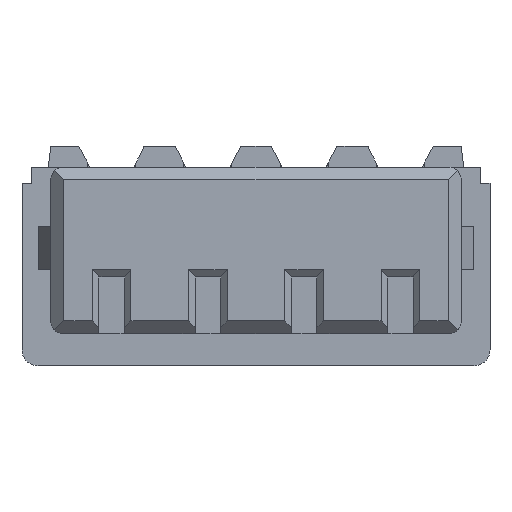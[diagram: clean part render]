
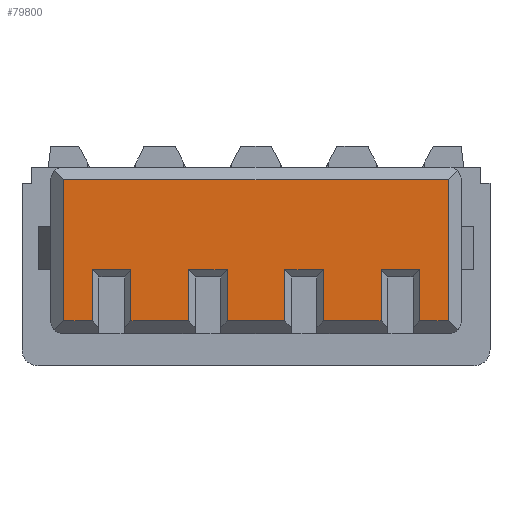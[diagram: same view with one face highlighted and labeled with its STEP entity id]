
A CAD part, front view. The second image highlights one B-rep face of the part: STEP entity #79800.
In plain terms, the highlighted face is planar.
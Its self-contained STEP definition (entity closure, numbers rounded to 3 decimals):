
#20680=CARTESIAN_POINT('',(69.764,50.27,0.));
#20690=DIRECTION('',(0.,0.,-1.));
#20700=VECTOR('',#20690,1.);
#20710=LINE('',#20680,#20700);
#20720=CARTESIAN_POINT('',(69.764,50.27,0.32));
#20730=VERTEX_POINT('',#20720);
#20740=CARTESIAN_POINT('',(69.764,50.27,0.));
#20750=VERTEX_POINT('',#20740);
#20760=EDGE_CURVE('',#20730,#20750,#20710,.T.);
#22260=CARTESIAN_POINT('',(69.404,50.27,0.32));
#22270=VERTEX_POINT('',#22260);
#22300=CARTESIAN_POINT('',(15.95,50.27,0.32));
#22310=DIRECTION('',(1.,0.,0.));
#22320=VECTOR('',#22310,1.);
#22330=LINE('',#22300,#22320);
#22340=EDGE_CURVE('',#22270,#20730,#22330,.T.);
#29440=CARTESIAN_POINT('',(70.184,50.27,0.32));
#29450=VERTEX_POINT('',#29440);
#29770=CARTESIAN_POINT('',(70.004,50.27,0.32));
#29780=VERTEX_POINT('',#29770);
#29810=CARTESIAN_POINT('',(15.95,50.27,0.32));
#29820=DIRECTION('',(-1.,0.,0.));
#29830=VECTOR('',#29820,1.);
#29840=LINE('',#29810,#29830);
#29850=EDGE_CURVE('',#29450,#29780,#29840,.T.);
#45820=CARTESIAN_POINT('',(67.784,50.27,0.32));
#45830=VERTEX_POINT('',#45820);
#45860=CARTESIAN_POINT('',(20.75,50.27,0.32));
#45870=DIRECTION('',(-1.,0.,0.));
#45880=VECTOR('',#45870,1.);
#45890=LINE('',#45860,#45880);
#45900=CARTESIAN_POINT('',(67.964,50.27,0.32));
#45910=VERTEX_POINT('',#45900);
#45920=EDGE_CURVE('',#45910,#45830,#45890,.T.);
#58510=CARTESIAN_POINT('',(67.964,50.27,0.));
#58520=DIRECTION('',(0.,0.,-1.));
#58530=VECTOR('',#58520,1.);
#58540=LINE('',#58510,#58530);
#58550=CARTESIAN_POINT('',(67.964,50.27,0.));
#58560=VERTEX_POINT('',#58550);
#58570=EDGE_CURVE('',#45910,#58560,#58540,.T.);
#72630=CARTESIAN_POINT('',(20.75,50.27,0.));
#72640=DIRECTION('',(-1.,0.,0.));
#72650=VECTOR('',#72640,1.);
#72660=LINE('',#72630,#72650);
#72670=CARTESIAN_POINT('',(68.204,50.27,0.));
#72680=VERTEX_POINT('',#72670);
#72690=EDGE_CURVE('',#72680,#58560,#72660,.T.);
#75150=CARTESIAN_POINT('',(68.204,50.27,0.));
#75160=DIRECTION('',(0.,0.,1.));
#75170=VECTOR('',#75160,1.);
#75180=LINE('',#75150,#75170);
#75190=CARTESIAN_POINT('',(68.204,50.27,0.32));
#75200=VERTEX_POINT('',#75190);
#75210=EDGE_CURVE('',#72680,#75200,#75180,.T.);
#78490=CARTESIAN_POINT('',(70.004,50.27,0.));
#78500=DIRECTION('',(0.,0.,1.));
#78510=VECTOR('',#78500,1.);
#78520=LINE('',#78490,#78510);
#78530=CARTESIAN_POINT('',(70.004,50.27,0.));
#78540=VERTEX_POINT('',#78530);
#78550=EDGE_CURVE('',#78540,#29780,#78520,.T.);
#78750=CARTESIAN_POINT('',(62.984,50.27,-0.64));
#78760=DIRECTION('',(0.,1.,0.));
#78770=DIRECTION('',(0.,0.,-1.));
#78780=AXIS2_PLACEMENT_3D('',#78750,#78760,#78770);
#78790=PLANE('',#78780);
#78800=ORIENTED_EDGE('',*,*,#29850,.F.);
#78810=ORIENTED_EDGE('',*,*,#78550,.T.);
#78820=CARTESIAN_POINT('',(15.95,50.27,0.));
#78830=DIRECTION('',(-1.,0.,0.));
#78840=VECTOR('',#78830,1.);
#78850=LINE('',#78820,#78840);
#78860=EDGE_CURVE('',#78540,#20750,#78850,.T.);
#78870=ORIENTED_EDGE('',*,*,#78860,.F.);
#78880=ORIENTED_EDGE('',*,*,#20760,.T.);
#78890=ORIENTED_EDGE('',*,*,#22340,.T.);
#78900=CARTESIAN_POINT('',(69.404,50.27,0.));
#78910=DIRECTION('',(0.,0.,1.));
#78920=VECTOR('',#78910,1.);
#78930=LINE('',#78900,#78920);
#78940=CARTESIAN_POINT('',(69.404,50.27,0.));
#78950=VERTEX_POINT('',#78940);
#78960=EDGE_CURVE('',#78950,#22270,#78930,.T.);
#78970=ORIENTED_EDGE('',*,*,#78960,.T.);
#78980=CARTESIAN_POINT('',(20.75,50.27,0.));
#78990=DIRECTION('',(-1.,0.,0.));
#79000=VECTOR('',#78990,1.);
#79010=LINE('',#78980,#79000);
#79020=CARTESIAN_POINT('',(69.164,50.27,0.));
#79030=VERTEX_POINT('',#79020);
#79040=EDGE_CURVE('',#78950,#79030,#79010,.T.);
#79050=ORIENTED_EDGE('',*,*,#79040,.F.);
#79060=CARTESIAN_POINT('',(69.164,50.27,0.));
#79070=DIRECTION('',(0.,0.,-1.));
#79080=VECTOR('',#79070,1.);
#79090=LINE('',#79060,#79080);
#79100=CARTESIAN_POINT('',(69.164,50.27,0.32));
#79110=VERTEX_POINT('',#79100);
#79120=EDGE_CURVE('',#79110,#79030,#79090,.T.);
#79130=ORIENTED_EDGE('',*,*,#79120,.T.);
#79140=CARTESIAN_POINT('',(20.75,50.27,0.32));
#79150=DIRECTION('',(1.,0.,0.));
#79160=VECTOR('',#79150,1.);
#79170=LINE('',#79140,#79160);
#79180=CARTESIAN_POINT('',(68.804,50.27,0.32));
#79190=VERTEX_POINT('',#79180);
#79200=EDGE_CURVE('',#79190,#79110,#79170,.T.);
#79210=ORIENTED_EDGE('',*,*,#79200,.T.);
#79220=CARTESIAN_POINT('',(68.804,50.27,0.));
#79230=DIRECTION('',(0.,0.,1.));
#79240=VECTOR('',#79230,1.);
#79250=LINE('',#79220,#79240);
#79260=CARTESIAN_POINT('',(68.804,50.27,0.));
#79270=VERTEX_POINT('',#79260);
#79280=EDGE_CURVE('',#79270,#79190,#79250,.T.);
#79290=ORIENTED_EDGE('',*,*,#79280,.T.);
#79300=CARTESIAN_POINT('',(20.75,50.27,0.));
#79310=DIRECTION('',(-1.,0.,0.));
#79320=VECTOR('',#79310,1.);
#79330=LINE('',#79300,#79320);
#79340=CARTESIAN_POINT('',(68.564,50.27,0.));
#79350=VERTEX_POINT('',#79340);
#79360=EDGE_CURVE('',#79270,#79350,#79330,.T.);
#79370=ORIENTED_EDGE('',*,*,#79360,.F.);
#79380=CARTESIAN_POINT('',(68.564,50.27,0.));
#79390=DIRECTION('',(0.,0.,-1.));
#79400=VECTOR('',#79390,1.);
#79410=LINE('',#79380,#79400);
#79420=CARTESIAN_POINT('',(68.564,50.27,0.32));
#79430=VERTEX_POINT('',#79420);
#79440=EDGE_CURVE('',#79430,#79350,#79410,.T.);
#79450=ORIENTED_EDGE('',*,*,#79440,.T.);
#79460=CARTESIAN_POINT('',(20.75,50.27,0.32));
#79470=DIRECTION('',(-1.,0.,0.));
#79480=VECTOR('',#79470,1.);
#79490=LINE('',#79460,#79480);
#79500=EDGE_CURVE('',#79430,#75200,#79490,.T.);
#79510=ORIENTED_EDGE('',*,*,#79500,.F.);
#79520=ORIENTED_EDGE('',*,*,#75210,.T.);
#79530=ORIENTED_EDGE('',*,*,#72690,.F.);
#79540=ORIENTED_EDGE('',*,*,#58570,.T.);
#79550=ORIENTED_EDGE('',*,*,#45920,.F.);
#79560=CARTESIAN_POINT('',(67.784,50.27,-0.04));
#79570=DIRECTION('',(0.,0.,-1.));
#79580=VECTOR('',#79570,1.);
#79590=LINE('',#79560,#79580);
#79600=CARTESIAN_POINT('',(67.784,50.27,-0.56));
#79610=VERTEX_POINT('',#79600);
#79620=EDGE_CURVE('',#45830,#79610,#79590,.T.);
#79630=ORIENTED_EDGE('',*,*,#79620,.F.);
#79640=CARTESIAN_POINT('',(15.95,50.27,-0.56));
#79650=DIRECTION('',(1.,0.,0.));
#79660=VECTOR('',#79650,1.);
#79670=LINE('',#79640,#79660);
#79680=CARTESIAN_POINT('',(70.184,50.27,-0.56));
#79690=VERTEX_POINT('',#79680);
#79700=EDGE_CURVE('',#79610,#79690,#79670,.T.);
#79710=ORIENTED_EDGE('',*,*,#79700,.F.);
#79720=CARTESIAN_POINT('',(70.184,50.27,0.));
#79730=DIRECTION('',(0.,0.,-1.));
#79740=VECTOR('',#79730,1.);
#79750=LINE('',#79720,#79740);
#79760=EDGE_CURVE('',#29450,#79690,#79750,.T.);
#79770=ORIENTED_EDGE('',*,*,#79760,.T.);
#79780=EDGE_LOOP('',(#79770,#79710,#79630,#79550,#79540,#79530,#79520,
#79510,#79450,#79370,#79290,#79210,#79130,#79050,#78970,#78890,#78880,
#78870,#78810,#78800));
#79790=FACE_OUTER_BOUND('',#79780,.T.);
#79800=ADVANCED_FACE('',(#79790),#78790,.T.);
